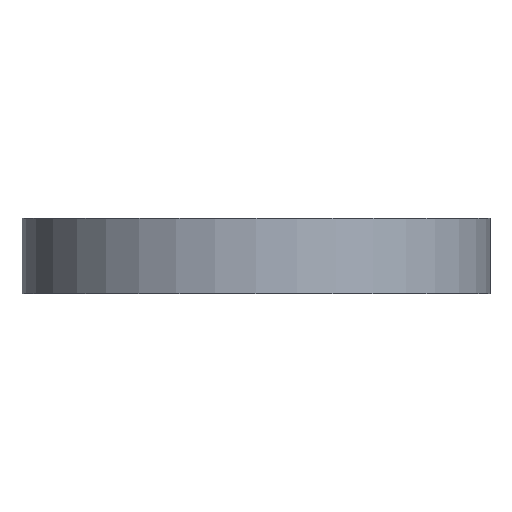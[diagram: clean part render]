
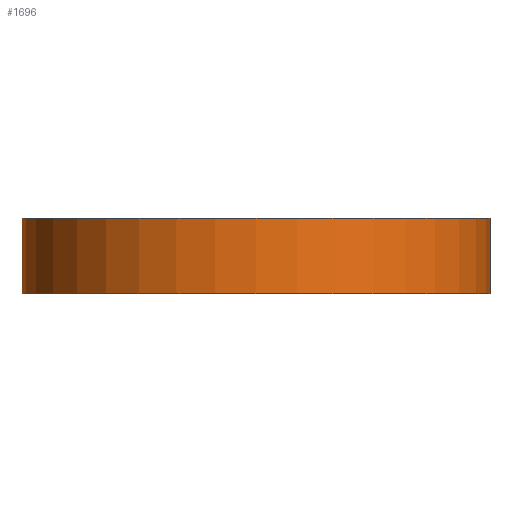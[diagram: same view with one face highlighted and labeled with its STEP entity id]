
A CAD part, front view. The second image highlights one B-rep face of the part: STEP entity #1696.
In plain terms, the highlighted cylindrical face has radius 14 mm (diameter 28 mm), a full revolution.
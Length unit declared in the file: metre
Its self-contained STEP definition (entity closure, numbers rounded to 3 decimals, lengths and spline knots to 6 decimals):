
#72=CYLINDRICAL_SURFACE('',#1907,0.014);
#521=ORIENTED_EDGE('',*,*,#887,.T.);
#522=ORIENTED_EDGE('',*,*,#1009,.F.);
#887=EDGE_CURVE('',#1132,#1132,#1287,.F.);
#1009=EDGE_CURVE('',#1252,#1252,#1335,.T.);
#1132=VERTEX_POINT('',#2631);
#1252=VERTEX_POINT('',#2959);
#1287=CIRCLE('',#1828,0.014);
#1335=CIRCLE('',#1908,0.014);
#1389=EDGE_LOOP('',(#521));
#1390=EDGE_LOOP('',(#522));
#1533=FACE_BOUND('',#1389,.T.);
#1534=FACE_BOUND('',#1390,.T.);
#1696=ADVANCED_FACE('',(#1533,#1534),#72,.T.);
#1828=AXIS2_PLACEMENT_3D('',#2630,#2081,#2082);
#1907=AXIS2_PLACEMENT_3D('',#2957,#2277,#2278);
#1908=AXIS2_PLACEMENT_3D('',#2958,#2279,#2280);
#2081=DIRECTION('',(0.,0.,-1.));
#2082=DIRECTION('',(-1.,0.,0.));
#2277=DIRECTION('',(0.,0.,1.));
#2278=DIRECTION('',(1.,0.,0.));
#2279=DIRECTION('',(0.,0.,1.));
#2280=DIRECTION('',(1.,0.,0.));
#2630=CARTESIAN_POINT('',(0.,0.,-0.004));
#2631=CARTESIAN_POINT('',(-0.014,0.,-0.004));
#2957=CARTESIAN_POINT('',(0.,0.,-0.004002));
#2958=CARTESIAN_POINT('',(0.,0.,0.0005));
#2959=CARTESIAN_POINT('',(0.014,0.,0.0005));
